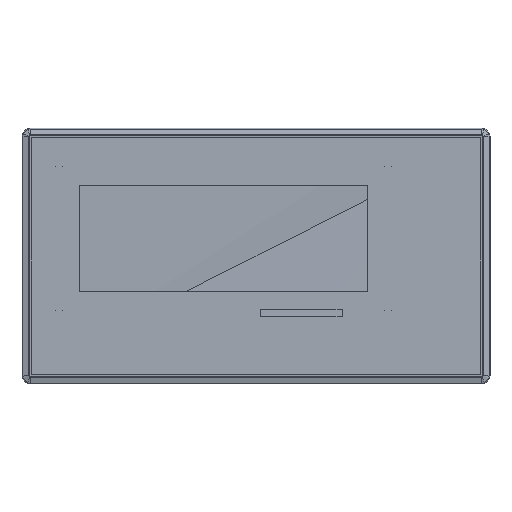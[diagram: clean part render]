
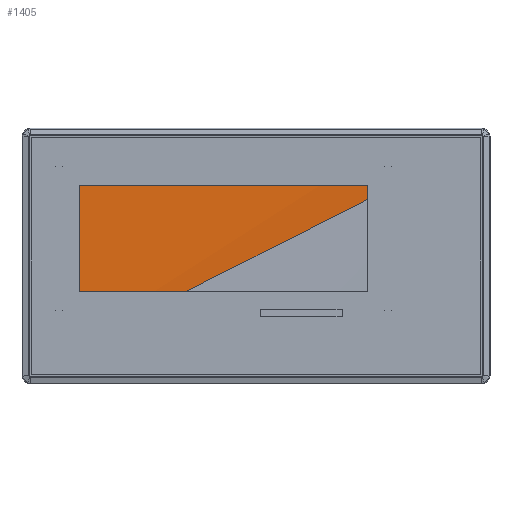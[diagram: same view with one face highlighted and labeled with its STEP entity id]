
A CAD part, top view. The second image highlights one B-rep face of the part: STEP entity #1405.
In plain terms, the highlighted free-form (B-spline) face has degree [3, 1] with [13, 2] control points.
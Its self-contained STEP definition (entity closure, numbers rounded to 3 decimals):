
#1405=ADVANCED_FACE('',(#2983),#24519,.T.);
#2983=FACE_OUTER_BOUND('',#4687,.T.);
#4687=EDGE_LOOP('',(#11167,#11168,#11169,#11170));
#11167=ORIENTED_EDGE('',*,*,#16427,.F.);
#11168=ORIENTED_EDGE('',*,*,#14162,.F.);
#11169=ORIENTED_EDGE('',*,*,#16428,.T.);
#11170=ORIENTED_EDGE('',*,*,#14160,.F.);
#14160=EDGE_CURVE('',#22385,#22386,#17700,.T.);
#14162=EDGE_CURVE('',#22387,#22384,#17702,.T.);
#16427=EDGE_CURVE('',#22384,#22385,#18174,.T.);
#16428=EDGE_CURVE('',#22387,#22386,#18175,.T.);
#17700=(
BOUNDED_CURVE()
B_SPLINE_CURVE(1,(#38042,#38043),.UNSPECIFIED.,.F.,.F.)
B_SPLINE_CURVE_WITH_KNOTS((2,2),(0.,1.2),.UNSPECIFIED.)
CURVE()
GEOMETRIC_REPRESENTATION_ITEM()
RATIONAL_B_SPLINE_CURVE((1.,1.))
REPRESENTATION_ITEM('')
);
#17702=(
BOUNDED_CURVE()
B_SPLINE_CURVE(1,(#38057,#38058),.UNSPECIFIED.,.F.,.F.)
B_SPLINE_CURVE_WITH_KNOTS((2,2),(-1.2,0.),.UNSPECIFIED.)
CURVE()
GEOMETRIC_REPRESENTATION_ITEM()
RATIONAL_B_SPLINE_CURVE((1.,1.))
REPRESENTATION_ITEM('')
);
#18174=(
BOUNDED_CURVE()
B_SPLINE_CURVE(3,(#45139,#45140,#45141,#45142,#45143,#45144,#45145,#45146,
#45147,#45148,#45149,#45150,#45151),.UNSPECIFIED.,.F.,.F.)
B_SPLINE_CURVE_WITH_KNOTS((4,3,3,3,4),(0.,85.,88.141,
251.141,254.282),.UNSPECIFIED.)
CURVE()
GEOMETRIC_REPRESENTATION_ITEM()
RATIONAL_B_SPLINE_CURVE((1.,1.,1.,1.,0.805,0.805,
1.,1.,1.,1.,0.805,0.805,1.))
REPRESENTATION_ITEM('')
);
#18175=(
BOUNDED_CURVE()
B_SPLINE_CURVE(3,(#45152,#45153,#45154,#45155,#45156,#45157,#45158,#45159,
#45160,#45161,#45162,#45163,#45164),.UNSPECIFIED.,.F.,.F.)
B_SPLINE_CURVE_WITH_KNOTS((4,3,3,3,4),(0.,85.,88.141,
251.141,254.282),.UNSPECIFIED.)
CURVE()
GEOMETRIC_REPRESENTATION_ITEM()
RATIONAL_B_SPLINE_CURVE((1.,1.,1.,1.,0.805,0.805,
1.,1.,1.,1.,0.805,0.805,1.))
REPRESENTATION_ITEM('')
);
#22384=VERTEX_POINT('',#33741);
#22385=VERTEX_POINT('',#33742);
#22386=VERTEX_POINT('',#33743);
#22387=VERTEX_POINT('',#33744);
#24519=(
BOUNDED_SURFACE()
B_SPLINE_SURFACE(3,1,((#33038,#33039),(#33040,#33041),(#33042,#33043),(#33044,
#33045),(#33046,#33047),(#33048,#33049),(#33050,#33051),(#33052,#33053),
(#33054,#33055),(#33056,#33057),(#33058,#33059),(#33060,#33061),(#33062,
#33063)),.UNSPECIFIED.,.F.,.F.,.F.)
B_SPLINE_SURFACE_WITH_KNOTS((4,3,3,3,4),(2,2),(-254.282,-251.141,
-88.141,-85.,0.),(0.,1.2),
 .UNSPECIFIED.)
GEOMETRIC_REPRESENTATION_ITEM()
RATIONAL_B_SPLINE_SURFACE(((1.,1.),(0.805,0.805),
(0.805,0.805),(1.,1.),(1.,1.),(1.,1.),(1.,1.),(0.805,
0.805),(0.805,0.805),(1.,1.),(1.,1.),
(1.,1.),(1.,1.)))
REPRESENTATION_ITEM('')
SURFACE()
);
#33038=CARTESIAN_POINT('',(207.186,-6.265,0.8));
#33039=CARTESIAN_POINT('',(207.186,-6.265,-0.4));
#33040=CARTESIAN_POINT('',(207.186,-5.094,0.8));
#33041=CARTESIAN_POINT('',(207.186,-5.094,-0.4));
#33042=CARTESIAN_POINT('',(206.357,-4.265,0.8));
#33043=CARTESIAN_POINT('',(206.357,-4.265,-0.4));
#33044=CARTESIAN_POINT('',(205.186,-4.265,0.8));
#33045=CARTESIAN_POINT('',(205.186,-4.265,-0.4));
#33046=CARTESIAN_POINT('',(150.852,-4.265,0.8));
#33047=CARTESIAN_POINT('',(150.852,-4.265,-0.4));
#33048=CARTESIAN_POINT('',(96.519,-4.265,0.8));
#33049=CARTESIAN_POINT('',(96.519,-4.265,-0.4));
#33050=CARTESIAN_POINT('',(42.185,-4.265,0.8));
#33051=CARTESIAN_POINT('',(42.185,-4.265,-0.4));
#33052=CARTESIAN_POINT('',(41.014,-4.265,0.8));
#33053=CARTESIAN_POINT('',(41.014,-4.265,-0.4));
#33054=CARTESIAN_POINT('',(40.185,-5.094,0.8));
#33055=CARTESIAN_POINT('',(40.185,-5.094,-0.4));
#33056=CARTESIAN_POINT('',(40.185,-6.265,0.8));
#33057=CARTESIAN_POINT('',(40.185,-6.265,-0.4));
#33058=CARTESIAN_POINT('',(40.185,-34.599,0.8));
#33059=CARTESIAN_POINT('',(40.185,-34.599,-0.4));
#33060=CARTESIAN_POINT('',(40.185,-62.932,0.8));
#33061=CARTESIAN_POINT('',(40.185,-62.932,-0.4));
#33062=CARTESIAN_POINT('',(40.185,-91.265,0.8));
#33063=CARTESIAN_POINT('',(40.185,-91.265,-0.4));
#33741=CARTESIAN_POINT('',(40.185,-91.265,0.8));
#33742=CARTESIAN_POINT('',(207.186,-6.265,0.8));
#33743=CARTESIAN_POINT('',(207.186,-6.265,-0.4));
#33744=CARTESIAN_POINT('',(40.185,-91.265,-0.4));
#38042=CARTESIAN_POINT('',(207.186,-6.265,0.8));
#38043=CARTESIAN_POINT('',(207.186,-6.265,-0.4));
#38057=CARTESIAN_POINT('',(40.185,-91.265,-0.4));
#38058=CARTESIAN_POINT('',(40.185,-91.265,0.8));
#45139=CARTESIAN_POINT('',(40.185,-91.265,0.8));
#45140=CARTESIAN_POINT('',(40.185,-62.932,0.8));
#45141=CARTESIAN_POINT('',(40.185,-34.599,0.8));
#45142=CARTESIAN_POINT('',(40.185,-6.265,0.8));
#45143=CARTESIAN_POINT('',(40.185,-5.094,0.8));
#45144=CARTESIAN_POINT('',(41.014,-4.265,0.8));
#45145=CARTESIAN_POINT('',(42.185,-4.265,0.8));
#45146=CARTESIAN_POINT('',(96.519,-4.265,0.8));
#45147=CARTESIAN_POINT('',(150.852,-4.265,0.8));
#45148=CARTESIAN_POINT('',(205.186,-4.265,0.8));
#45149=CARTESIAN_POINT('',(206.357,-4.265,0.8));
#45150=CARTESIAN_POINT('',(207.186,-5.094,0.8));
#45151=CARTESIAN_POINT('',(207.186,-6.265,0.8));
#45152=CARTESIAN_POINT('',(40.185,-91.265,-0.4));
#45153=CARTESIAN_POINT('',(40.185,-62.932,-0.4));
#45154=CARTESIAN_POINT('',(40.185,-34.599,-0.4));
#45155=CARTESIAN_POINT('',(40.185,-6.265,-0.4));
#45156=CARTESIAN_POINT('',(40.185,-5.094,-0.4));
#45157=CARTESIAN_POINT('',(41.014,-4.265,-0.4));
#45158=CARTESIAN_POINT('',(42.185,-4.265,-0.4));
#45159=CARTESIAN_POINT('',(96.519,-4.265,-0.4));
#45160=CARTESIAN_POINT('',(150.852,-4.265,-0.4));
#45161=CARTESIAN_POINT('',(205.186,-4.265,-0.4));
#45162=CARTESIAN_POINT('',(206.357,-4.265,-0.4));
#45163=CARTESIAN_POINT('',(207.186,-5.094,-0.4));
#45164=CARTESIAN_POINT('',(207.186,-6.265,-0.4));
